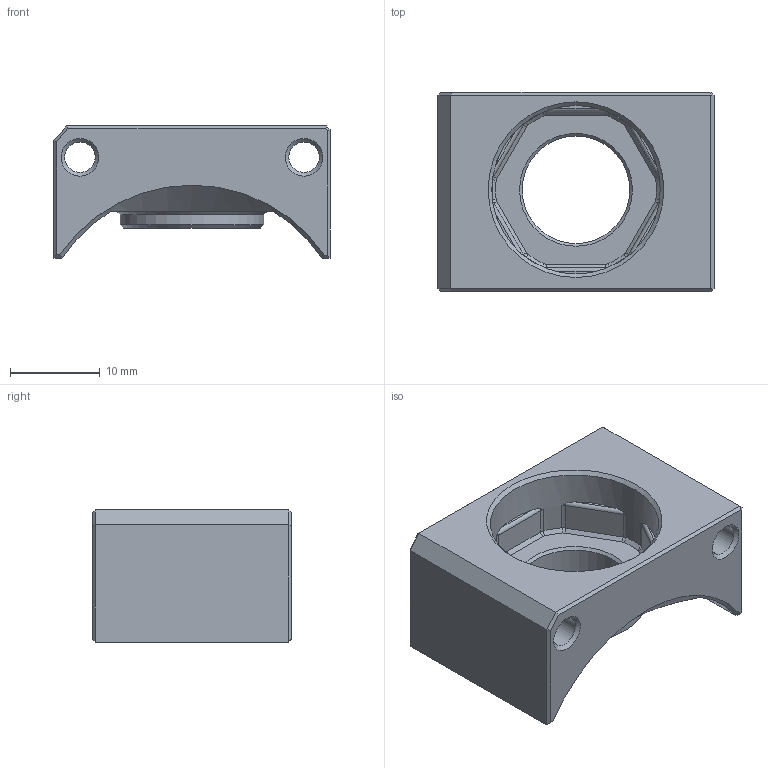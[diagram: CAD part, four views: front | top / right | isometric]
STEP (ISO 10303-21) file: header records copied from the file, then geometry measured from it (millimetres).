
FILE_DESCRIPTION(/* description */ (''),/* implementation_level */ '2;1');
FILE_NAME(/* name */ 'Hotend_Mount_Revo_Micro.step',/* time_stamp */ '2023-01-08T20:13:18+09:00',/* author */ (''),/* organization */ (''),/* preprocessor_version */ 'ST-DEVELOPER v19.2',/* originating_system */ 'Autodesk Translation Framework v11.17.0.187',/* authorisation */ '');
FILE_SCHEMA (('AUTOMOTIVE_DESIGN { 1 0 10303 214 3 1 1 }'));
Length unit declared in the file: millimetre
Products named in the file (3): Hotend_Mount_Revo_Voron; Hotend_Mount_Revo_Voron_1; Hotend_Mount_Revo_Voron:1 (1)
Assembly tree (3 placements, depth 3):
  Hotend_Mount_Revo_Voron
    Hotend_Mount_Revo_Voron_1
      Hotend_Mount_Revo_Voron:1 (1)
    Hotend_Mount_Revo_Voron:1 (1)
Bounding box: 30.8 x 22.19 x 14.75 mm (x, y, z)
Volume: 9476.4 mm3; surface area: 7200.7 mm2
Topology: 2 solids, 2 shells, 514 faces, 1364 edges, 882 vertices
Faces by surface type: plane 300, bspline 104, cylinder 50, cone 36, torus 24
Full cylindrical faces by diameter (mm): 3.4 x4, 12 x2, 18.8 x2
Entity records: 10834 total; most frequent: CARTESIAN_POINT 4840, ORIENTED_EDGE 1364, DIRECTION 992, EDGE_CURVE 682, VERTEX_POINT 441, LINE 428, VECTOR 428, AXIS2_PLACEMENT_3D 282
